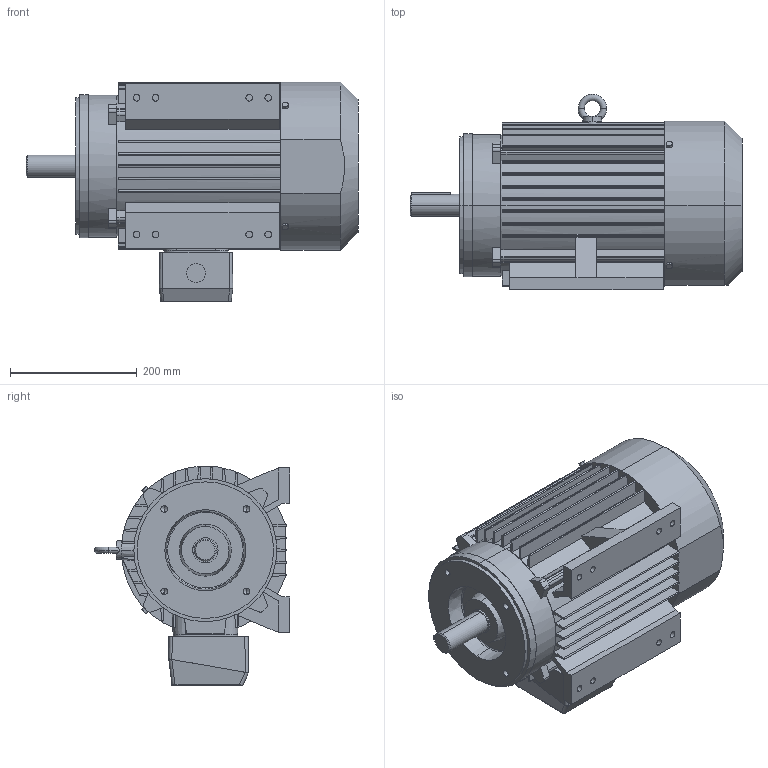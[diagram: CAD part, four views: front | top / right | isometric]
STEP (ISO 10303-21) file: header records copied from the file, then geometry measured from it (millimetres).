
FILE_DESCRIPTION (( 'STEP AP203' ), '1' );
FILE_NAME ('SIE215TC.STEP', '2012-10-25T09:38:23', ( 'INDUKTA' ), ( 'INDUKTA' ), 'SwSTEP 2.0', 'SolidWorks 2003064', '' );
FILE_SCHEMA (( 'CONFIG_CONTROL_DESIGN' ));
Length unit declared in the file: millimetre
Products named in the file (1): SIE215TC
Bounding box: 524.8 x 308.63 x 347.63 mm (x, y, z)
Volume: 21837263.7 mm3; surface area: 924821.6 mm2
Topology: 3 solids, 3 shells, 548 faces, 1501 edges, 980 vertices
Faces by surface type: plane 336, cylinder 156, bspline 24, cone 24, torus 8
Entity records: 20931 total; most frequent: CARTESIAN_POINT 6974, ORIENTED_EDGE 2986, DIRECTION 2779, EDGE_CURVE 1493, LINE 997, VECTOR 997, VERTEX_POINT 980, AXIS2_PLACEMENT_3D 891
